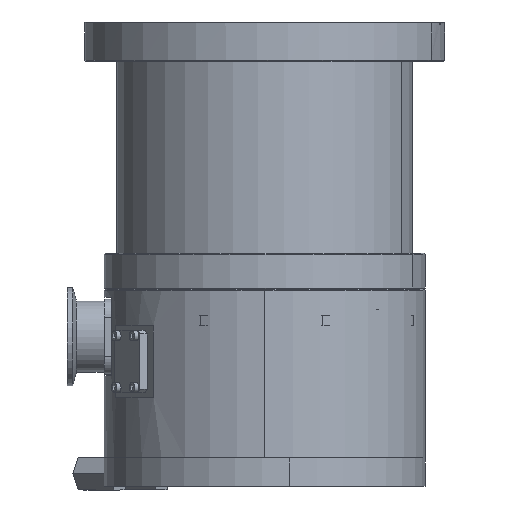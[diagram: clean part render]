
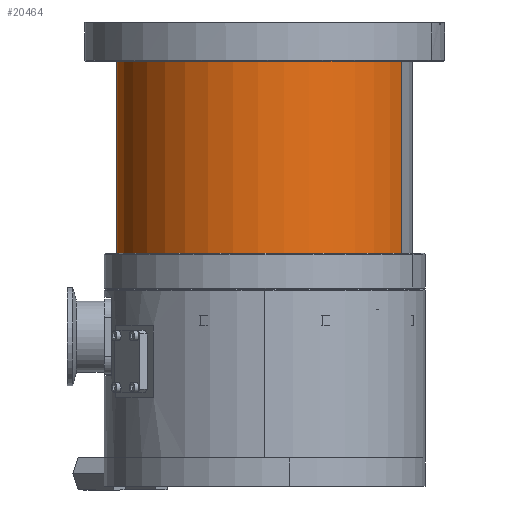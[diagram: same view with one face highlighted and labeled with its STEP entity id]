
A CAD part, left-side view. The second image highlights one B-rep face of the part: STEP entity #20464.
In plain terms, the highlighted cylindrical face has radius 83 mm (diameter 166 mm), a partial arc.
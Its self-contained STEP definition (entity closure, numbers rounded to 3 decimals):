
#3256 = ORIENTED_EDGE ( 'NONE', *, *, #7446, .T. ) ;
#4586 = ORIENTED_EDGE ( 'NONE', *, *, #15281, .F. ) ;
#6524 = CARTESIAN_POINT ( 'NONE',  ( 0., 0., 83. ) ) ;
#6653 = CARTESIAN_POINT ( 'NONE',  ( 0., 0., 83. ) ) ;
#6712 = FACE_OUTER_BOUND ( 'NONE', #22739, .T. ) ;
#7253 = ORIENTED_EDGE ( 'NONE', *, *, #16299, .T. ) ;
#7446 = EDGE_CURVE ( 'NONE', #22778, #8768, #9562, .T. ) ;
#7552 = DIRECTION ( 'NONE',  ( 0., -1., 0. ) ) ;
#8378 = VERTEX_POINT ( 'NONE', #31988 ) ;
#8547 = CARTESIAN_POINT ( 'NONE',  ( 0., 0., -83. ) ) ;
#8768 = VERTEX_POINT ( 'NONE', #6653 ) ;
#9562 = CIRCLE ( 'NONE', #19379, 83. ) ;
#10150 = CIRCLE ( 'NONE', #22165, 83. ) ;
#11608 = CARTESIAN_POINT ( 'NONE',  ( 0., -107.7, 0. ) ) ;
#12367 = DIRECTION ( 'NONE',  ( 0., -1., 0. ) ) ;
#12760 = VECTOR ( 'NONE', #26810, 1000. ) ;
#14386 = LINE ( 'NONE', #6524, #18138 ) ;
#14585 = CARTESIAN_POINT ( 'NONE',  ( 0., 0., 0. ) ) ;
#15281 = EDGE_CURVE ( 'NONE', #22778, #8378, #31918, .T. ) ;
#16299 = EDGE_CURVE ( 'NONE', #8768, #17306, #14386, .T. ) ;
#17306 = VERTEX_POINT ( 'NONE', #18226 ) ;
#18138 = VECTOR ( 'NONE', #30262, 1000. ) ;
#18226 = CARTESIAN_POINT ( 'NONE',  ( 0., -107.7, 83. ) ) ;
#19379 = AXIS2_PLACEMENT_3D ( 'NONE', #30948, #7552, #28379 ) ;
#20464 = ADVANCED_FACE ( 'NONE', ( #6712 ), #25014, .T. ) ;
#22050 = DIRECTION ( 'NONE',  ( 0., -1., 0. ) ) ;
#22165 = AXIS2_PLACEMENT_3D ( 'NONE', #11608, #22050, #32430 ) ;
#22739 = EDGE_LOOP ( 'NONE', ( #3256, #7253, #30071, #4586 ) ) ;
#22778 = VERTEX_POINT ( 'NONE', #25062 ) ;
#23125 = DIRECTION ( 'NONE',  ( 0., 0., -1. ) ) ;
#25014 = CYLINDRICAL_SURFACE ( 'NONE', #30175, 83. ) ;
#25062 = CARTESIAN_POINT ( 'NONE',  ( 0., 0., -83. ) ) ;
#26391 = EDGE_CURVE ( 'NONE', #8378, #17306, #10150, .T. ) ;
#26810 = DIRECTION ( 'NONE',  ( 0., -1., 0. ) ) ;
#28379 = DIRECTION ( 'NONE',  ( 0., 0., -1. ) ) ;
#30071 = ORIENTED_EDGE ( 'NONE', *, *, #26391, .F. ) ;
#30175 = AXIS2_PLACEMENT_3D ( 'NONE', #14585, #12367, #23125 ) ;
#30262 = DIRECTION ( 'NONE',  ( 0., -1., 0. ) ) ;
#30948 = CARTESIAN_POINT ( 'NONE',  ( 0., 0., 0. ) ) ;
#31918 = LINE ( 'NONE', #8547, #12760 ) ;
#31988 = CARTESIAN_POINT ( 'NONE',  ( 0., -107.7, -83. ) ) ;
#32430 = DIRECTION ( 'NONE',  ( 0., 0., -1. ) ) ;
